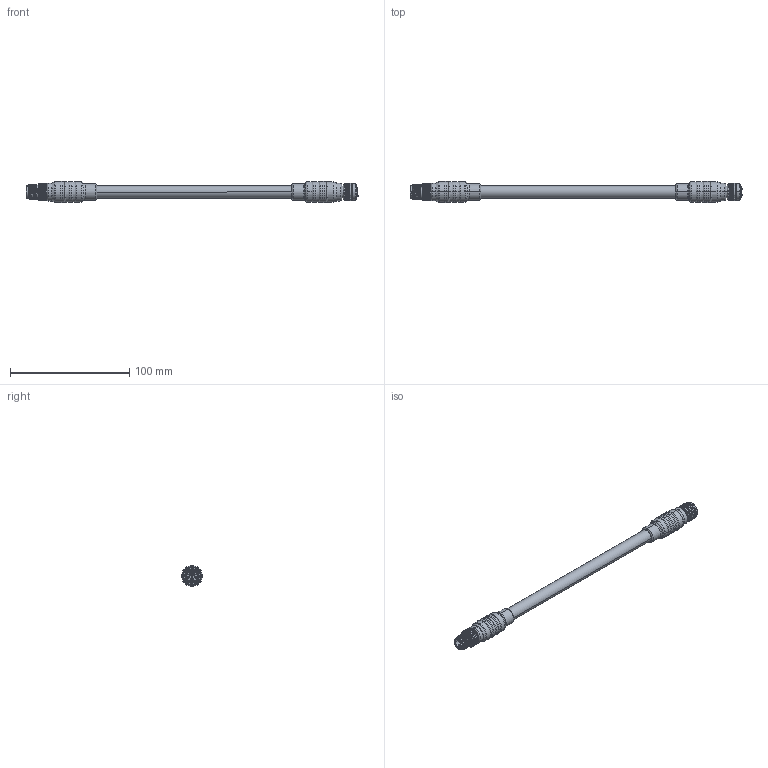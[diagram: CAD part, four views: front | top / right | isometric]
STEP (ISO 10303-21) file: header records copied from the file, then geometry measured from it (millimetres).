
FILE_DESCRIPTION((''),'2;1');
FILE_NAME('255964_SM01_ASM','2026-03-27T08:42:22',('banengservice'),('BANNER ENGINEERING'),'CREO PARAMETRIC BY PTC INC, 2022414','CREO PARAMETRIC BY PTC INC, 2022414','');
FILE_SCHEMA(('CONFIG_CONTROL_DESIGN'));
Length unit declared in the file: millimetre
Products named in the file (2): 255964_EP01; 255964_SM01_ASM
Assembly tree (1 placements, depth 2):
  255964_SM01_ASM
    255964_EP01
Bounding box: 277.9 x 17.59 x 17.59 mm (x, y, z)
Volume: 33810.3 mm3; surface area: 15905.6 mm2
Topology: 1 solids, 1 shells, 868 faces, 2357 edges, 1509 vertices
Faces by surface type: plane 352, cylinder 336, torus 76, cone 60, bspline 26, sphere 18
Entity records: 36047 total; most frequent: CARTESIAN_POINT 14320, ORIENTED_EDGE 4658, DIRECTION 4507, EDGE_CURVE 2329, AXIS2_PLACEMENT_3D 1737, VERTEX_POINT 1509, VECTOR 1033, LINE 1033
